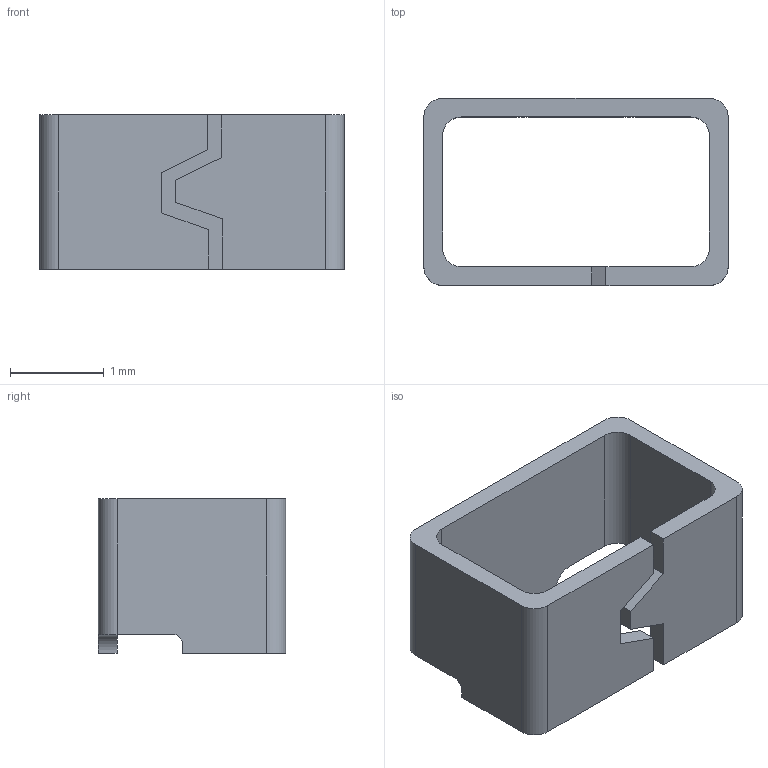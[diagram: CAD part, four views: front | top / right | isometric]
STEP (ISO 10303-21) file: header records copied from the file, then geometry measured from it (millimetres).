
FILE_DESCRIPTION(('HOOPS Exchange Step'),'2;1');
FILE_NAME('S1751-XXR.STP','2020-01-31T09:06:35+00:00',('jim'),('Unknown organisation'),'HOOPS Exchange 9.2','SOLIDWORKS MBD','Unknown authorisation');
FILE_SCHEMA( ('AP242_MANAGED_MODEL_BASED_3D_ENGINEERING_MIM_LF {1 0 10303 442 1 1 4 }') );
Length unit declared in the file: millimetre
Products named in the file (1): Default
Bounding box: 3.25 x 2 x 1.65 mm (x, y, z)
Volume: 3 mm3; surface area: 33.7 mm2
Topology: 1 solids, 1 shells, 40 faces, 114 edges, 76 vertices
Faces by surface type: plane 30, cylinder 10
Entity records: 1336 total; most frequent: CARTESIAN_POINT 234, ORIENTED_EDGE 228, DIRECTION 220, EDGE_CURVE 114, VECTOR 94, LINE 94, VERTEX_POINT 76, AXIS2_PLACEMENT_3D 63
